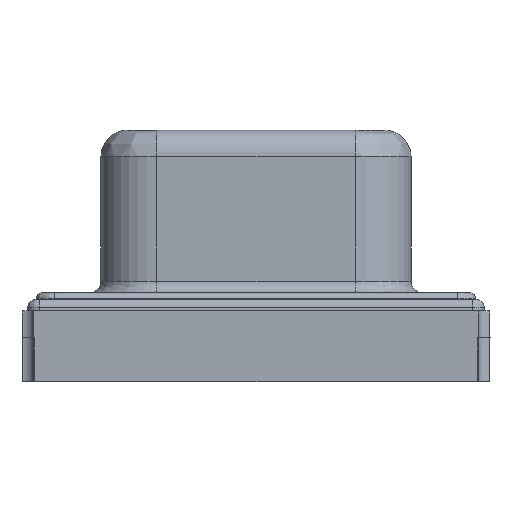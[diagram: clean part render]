
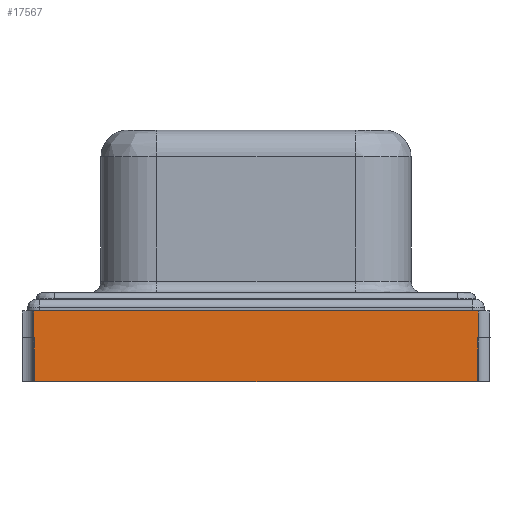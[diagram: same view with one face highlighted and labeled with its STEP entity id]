
A CAD part, left-side view. The second image highlights one B-rep face of the part: STEP entity #17567.
In plain terms, the highlighted planar face has unit normal (-1, 0, 0).
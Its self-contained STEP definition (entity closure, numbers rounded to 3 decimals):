
#88 = ORIENTED_EDGE ( 'NONE', *, *, #12998, .T. ) ;
#539 = DIRECTION ( 'NONE',  ( 0., 0., 1. ) ) ;
#786 = CARTESIAN_POINT ( 'NONE',  ( -5.8, -3.79, 0. ) ) ;
#935 = ORIENTED_EDGE ( 'NONE', *, *, #16814, .T. ) ;
#945 = VERTEX_POINT ( 'NONE', #14452 ) ;
#1254 = VECTOR ( 'NONE', #539, 1000. ) ;
#1319 = CARTESIAN_POINT ( 'NONE',  ( -5.8, -3.79, 0.01 ) ) ;
#1435 = ORIENTED_EDGE ( 'NONE', *, *, #23288, .T. ) ;
#1651 = CARTESIAN_POINT ( 'NONE',  ( -5.8, 3.8, 1.211 ) ) ;
#1782 = CARTESIAN_POINT ( 'NONE',  ( -5.8, -4., 0.75 ) ) ;
#1837 = LINE ( 'NONE', #12358, #22323 ) ;
#2579 = LINE ( 'NONE', #23421, #29183 ) ;
#3122 = CARTESIAN_POINT ( 'NONE',  ( -5.8, -3., 0.01 ) ) ;
#3189 = EDGE_CURVE ( 'NONE', #10689, #26805, #24791, .T. ) ;
#3357 = ORIENTED_EDGE ( 'NONE', *, *, #18222, .T. ) ;
#3598 = CARTESIAN_POINT ( 'NONE',  ( -5.8, 3.79, 0.75 ) ) ;
#3717 = EDGE_CURVE ( 'NONE', #10689, #21620, #17003, .T. ) ;
#3720 = DIRECTION ( 'NONE',  ( 0., 0., 1. ) ) ;
#3933 = CARTESIAN_POINT ( 'NONE',  ( -5.8, 3.7, 0. ) ) ;
#4013 = DIRECTION ( 'NONE',  ( 0., 1., 0. ) ) ;
#4133 = ORIENTED_EDGE ( 'NONE', *, *, #25445, .T. ) ;
#4331 = LINE ( 'NONE', #25267, #12670 ) ;
#5052 = VECTOR ( 'NONE', #3720, 1000. ) ;
#5154 = EDGE_CURVE ( 'NONE', #21620, #16968, #2579, .T. ) ;
#5688 = VERTEX_POINT ( 'NONE', #21762 ) ;
#5930 = CARTESIAN_POINT ( 'NONE',  ( -5.8, -3.79, 0.75 ) ) ;
#6784 = EDGE_CURVE ( 'NONE', #5688, #18008, #1837, .T. ) ;
#7031 = VECTOR ( 'NONE', #4013, 1000. ) ;
#8829 = VECTOR ( 'NONE', #31576, 1000. ) ;
#9367 = VERTEX_POINT ( 'NONE', #1651 ) ;
#9377 = ORIENTED_EDGE ( 'NONE', *, *, #3717, .T. ) ;
#9788 = DIRECTION ( 'NONE',  ( 0., 0., 1. ) ) ;
#10007 = VERTEX_POINT ( 'NONE', #3598 ) ;
#10689 = VERTEX_POINT ( 'NONE', #28656 ) ;
#12028 = DIRECTION ( 'NONE',  ( 0., 0., 1. ) ) ;
#12136 = LINE ( 'NONE', #1782, #24411 ) ;
#12356 = ORIENTED_EDGE ( 'NONE', *, *, #23664, .T. ) ;
#12358 = CARTESIAN_POINT ( 'NONE',  ( -5.8, -3.8, 0. ) ) ;
#12670 = VECTOR ( 'NONE', #13432, 1000. ) ;
#12831 = VERTEX_POINT ( 'NONE', #5930 ) ;
#12998 = EDGE_CURVE ( 'NONE', #945, #10007, #18965, .T. ) ;
#13432 = DIRECTION ( 'NONE',  ( 0., 0., -1. ) ) ;
#13467 = VECTOR ( 'NONE', #31913, 1000. ) ;
#14452 = CARTESIAN_POINT ( 'NONE',  ( -5.8, 3.8, 0.75 ) ) ;
#16200 = ORIENTED_EDGE ( 'NONE', *, *, #18943, .F. ) ;
#16783 = CARTESIAN_POINT ( 'NONE',  ( -5.8, -3.8, 1.211 ) ) ;
#16814 = EDGE_CURVE ( 'NONE', #10007, #26805, #23739, .T. ) ;
#16968 = VERTEX_POINT ( 'NONE', #33769 ) ;
#17003 = LINE ( 'NONE', #3933, #30072 ) ;
#17567 = ADVANCED_FACE ( 'NONE', ( #29687 ), #23886, .T. ) ;
#18008 = VERTEX_POINT ( 'NONE', #16783 ) ;
#18222 = EDGE_CURVE ( 'NONE', #31189, #32933, #29219, .T. ) ;
#18277 = DIRECTION ( 'NONE',  ( 0., -1., 0. ) ) ;
#18303 = VECTOR ( 'NONE', #22716, 1000. ) ;
#18706 = ORIENTED_EDGE ( 'NONE', *, *, #20320, .T. ) ;
#18943 = EDGE_CURVE ( 'NONE', #9367, #18008, #30541, .T. ) ;
#18965 = LINE ( 'NONE', #23914, #13467 ) ;
#19783 = CARTESIAN_POINT ( 'NONE',  ( -5.8, -4., 0. ) ) ;
#19829 = EDGE_LOOP ( 'NONE', ( #88, #935, #30266, #9377, #21619, #4133, #3357, #12356, #18706, #27085, #16200, #1435 ) ) ;
#20320 = EDGE_CURVE ( 'NONE', #12831, #5688, #12136, .T. ) ;
#21392 = DIRECTION ( 'NONE',  ( 0., -1., 0. ) ) ;
#21585 = CARTESIAN_POINT ( 'NONE',  ( -5.8, -3.7, 0.01 ) ) ;
#21619 = ORIENTED_EDGE ( 'NONE', *, *, #5154, .T. ) ;
#21620 = VERTEX_POINT ( 'NONE', #22706 ) ;
#21738 = LINE ( 'NONE', #26464, #1254 ) ;
#21762 = CARTESIAN_POINT ( 'NONE',  ( -5.8, -3.8, 0.75 ) ) ;
#22323 = VECTOR ( 'NONE', #9788, 1000. ) ;
#22627 = DIRECTION ( 'NONE',  ( 0., -1., 0. ) ) ;
#22706 = CARTESIAN_POINT ( 'NONE',  ( -5.8, 3.7, 0. ) ) ;
#22716 = DIRECTION ( 'NONE',  ( 0., -1., 0. ) ) ;
#22940 = AXIS2_PLACEMENT_3D ( 'NONE', #19783, #30514, #12028 ) ;
#23288 = EDGE_CURVE ( 'NONE', #9367, #945, #4331, .T. ) ;
#23369 = VECTOR ( 'NONE', #21392, 1000. ) ;
#23421 = CARTESIAN_POINT ( 'NONE',  ( -5.8, -4., 0. ) ) ;
#23664 = EDGE_CURVE ( 'NONE', #32933, #12831, #24010, .T. ) ;
#23739 = LINE ( 'NONE', #26273, #8829 ) ;
#23886 = PLANE ( 'NONE',  #22940 ) ;
#23914 = CARTESIAN_POINT ( 'NONE',  ( -5.8, -4., 0.75 ) ) ;
#24010 = LINE ( 'NONE', #786, #5052 ) ;
#24411 = VECTOR ( 'NONE', #22627, 1000. ) ;
#24791 = LINE ( 'NONE', #27494, #7031 ) ;
#25267 = CARTESIAN_POINT ( 'NONE',  ( -5.8, 3.8, 0. ) ) ;
#25445 = EDGE_CURVE ( 'NONE', #16968, #31189, #21738, .T. ) ;
#26273 = CARTESIAN_POINT ( 'NONE',  ( -5.8, 3.79, 0. ) ) ;
#26464 = CARTESIAN_POINT ( 'NONE',  ( -5.8, -3.7, 0. ) ) ;
#26805 = VERTEX_POINT ( 'NONE', #29263 ) ;
#27085 = ORIENTED_EDGE ( 'NONE', *, *, #6784, .T. ) ;
#27494 = CARTESIAN_POINT ( 'NONE',  ( -5.8, 3., 0.01 ) ) ;
#27788 = CARTESIAN_POINT ( 'NONE',  ( -5.8, 0., 1.211 ) ) ;
#28656 = CARTESIAN_POINT ( 'NONE',  ( -5.8, 3.7, 0.01 ) ) ;
#29183 = VECTOR ( 'NONE', #18277, 1000. ) ;
#29219 = LINE ( 'NONE', #3122, #23369 ) ;
#29263 = CARTESIAN_POINT ( 'NONE',  ( -5.8, 3.79, 0.01 ) ) ;
#29687 = FACE_OUTER_BOUND ( 'NONE', #19829, .T. ) ;
#30072 = VECTOR ( 'NONE', #33908, 1000. ) ;
#30266 = ORIENTED_EDGE ( 'NONE', *, *, #3189, .F. ) ;
#30514 = DIRECTION ( 'NONE',  ( -1., 0., 0. ) ) ;
#30541 = LINE ( 'NONE', #27788, #18303 ) ;
#31189 = VERTEX_POINT ( 'NONE', #21585 ) ;
#31576 = DIRECTION ( 'NONE',  ( 0., 0., -1. ) ) ;
#31913 = DIRECTION ( 'NONE',  ( 0., -1., 0. ) ) ;
#32933 = VERTEX_POINT ( 'NONE', #1319 ) ;
#33769 = CARTESIAN_POINT ( 'NONE',  ( -5.8, -3.7, 0. ) ) ;
#33908 = DIRECTION ( 'NONE',  ( 0., 0., -1. ) ) ;
